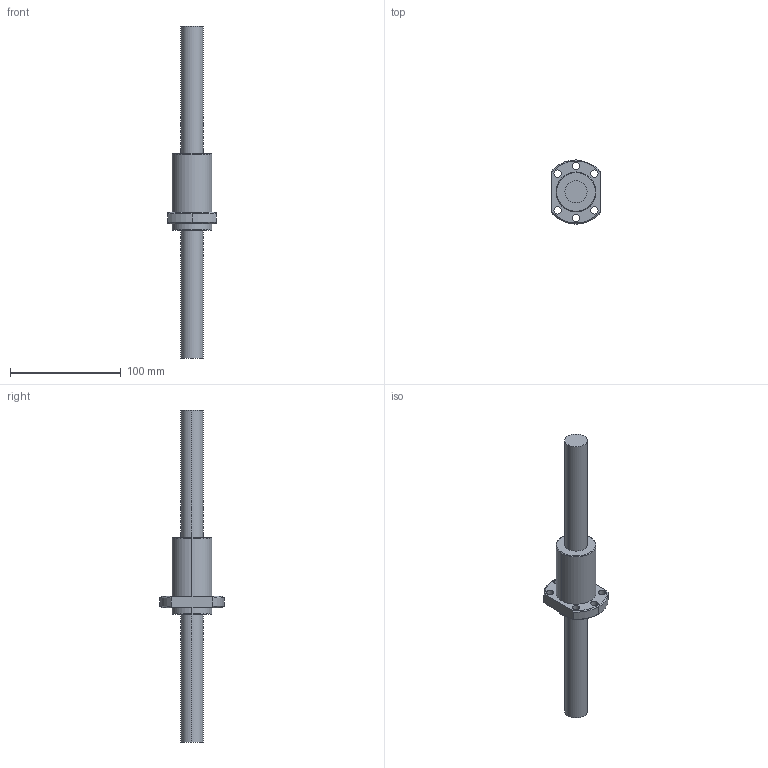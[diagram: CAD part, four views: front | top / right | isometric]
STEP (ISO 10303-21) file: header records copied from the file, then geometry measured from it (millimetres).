
FILE_DESCRIPTION (( 'STEP AP203' ), '1' );
FILE_NAME ('SDK2010.STEP', '2014-07-02T03:00:16', ( 'woni' ), ( '' ), 'SwSTEP 2.0', 'SolidWorks 2013', '' );
FILE_SCHEMA (( 'CONFIG_CONTROL_DESIGN' ));
Length unit declared in the file: millimetre
Products named in the file (3): RM2010T; SDK2010
Assembly tree (2 placements, depth 2):
  SDK2010
    RM2010T
    SDK2010
Bounding box: 44 x 57.99 x 300 mm (x, y, z)
Volume: 152879.1 mm3; surface area: 37043.9 mm2
Topology: 2 solids, 2 shells, 47 faces, 115 edges, 74 vertices
Faces by surface type: cylinder 28, cone 10, plane 9
Entity records: 1808 total; most frequent: CARTESIAN_POINT 329, DIRECTION 269, ORIENTED_EDGE 230, EDGE_CURVE 115, AXIS2_PLACEMENT_3D 114, VERTEX_POINT 74, EDGE_LOOP 65, CIRCLE 62
